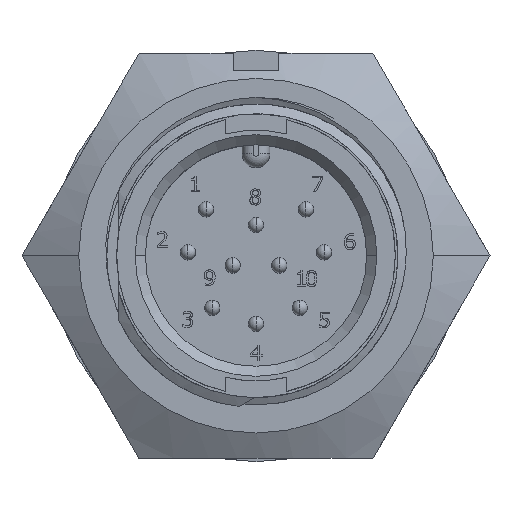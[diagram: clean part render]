
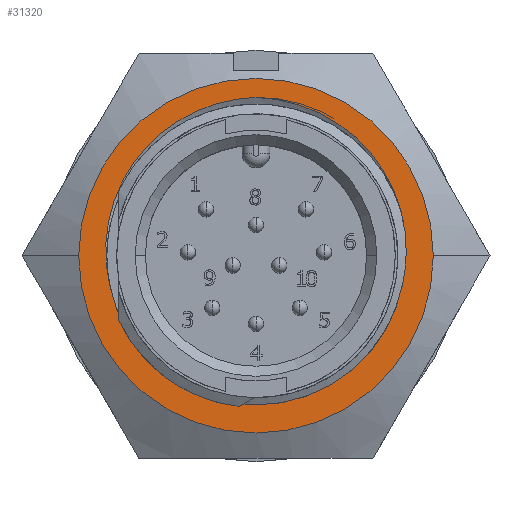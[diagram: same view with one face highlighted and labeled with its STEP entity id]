
A CAD part, top view. The second image highlights one B-rep face of the part: STEP entity #31320.
In plain terms, the highlighted planar face has unit normal (0, 0, 1).
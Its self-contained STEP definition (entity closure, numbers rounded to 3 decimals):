
#155 = FACE_OUTER_BOUND ( 'NONE', #29290, .T. ) ;
#820 = CARTESIAN_POINT ( 'NONE',  ( 2.242, 7.558, -5.324 ) ) ;
#923 = CARTESIAN_POINT ( 'NONE',  ( 7.466, -0.913, -5.324 ) ) ;
#957 = VERTEX_POINT ( 'NONE', #26550 ) ;
#994 = CIRCLE ( 'NONE', #3338, 7.48 ) ;
#1036 = CARTESIAN_POINT ( 'NONE',  ( -5.552, 5.41, -5.324 ) ) ;
#1284 = VERTEX_POINT ( 'NONE', #11076 ) ;
#1304 = DIRECTION ( 'NONE',  ( -1., 0., 0. ) ) ;
#2012 = B_SPLINE_CURVE_WITH_KNOTS ( 'NONE', 3,
 ( #10649, #27978, #13147, #30446, #15636, #820, #18125, #3299, #20607, #5770, #23095, #8259, #25580, #10753, #28084, #13252, #30549, #15742, #923, #18235 ),
 .UNSPECIFIED., .F., .F.,
 ( 4, 2, 2, 2, 2, 2, 2, 2, 2, 4 ),
 ( 0., 0.001, 0.002, 0.003, 0.005, 0.007, 0.009, 0.01, 0.012, 0.014 ),
 .UNSPECIFIED. ) ;
#3299 = CARTESIAN_POINT ( 'NONE',  ( 3.795, 6.845, -5.324 ) ) ;
#3338 = AXIS2_PLACEMENT_3D ( 'NONE', #4996, #22320, #7482 ) ;
#3506 = CARTESIAN_POINT ( 'NONE',  ( -4.27, 6.536, -5.324 ) ) ;
#3845 = EDGE_CURVE ( 'NONE', #21931, #19425, #28898, .T. ) ;
#3898 = AXIS2_PLACEMENT_3D ( 'NONE', #23953, #9126, #26458 ) ;
#4996 = CARTESIAN_POINT ( 'NONE',  ( 0., 0., -5.324 ) ) ;
#5770 = CARTESIAN_POINT ( 'NONE',  ( 5.145, 5.822, -5.324 ) ) ;
#5882 = CARTESIAN_POINT ( 'NONE',  ( -7.45, -0.91, -5.324 ) ) ;
#5989 = CARTESIAN_POINT ( 'NONE',  ( -2.787, 7.354, -5.324 ) ) ;
#7482 = DIRECTION ( 'NONE',  ( 1., 0., 0. ) ) ;
#7558 = B_SPLINE_CURVE_WITH_KNOTS ( 'NONE', 3,
 ( #18238, #20718, #5882, #23201, #8372, #25693, #10860, #28195, #13362, #30660, #15850, #1036, #18339, #3506, #20822, #5989, #23306, #8471, #25806, #10966 ),
 .UNSPECIFIED., .F., .F.,
 ( 4, 2, 2, 2, 2, 2, 2, 2, 2, 4 ),
 ( 0., 0.001, 0.002, 0.003, 0.005, 0.007, 0.009, 0.01, 0.012, 0.014 ),
 .UNSPECIFIED. ) ;
#8259 = CARTESIAN_POINT ( 'NONE',  ( 6.255, 4.516, -5.324 ) ) ;
#8372 = CARTESIAN_POINT ( 'NONE',  ( -7.534, -0.057, -5.324 ) ) ;
#8471 = CARTESIAN_POINT ( 'NONE',  ( -1.142, 7.839, -5.324 ) ) ;
#9126 = DIRECTION ( 'NONE',  ( 0., 0., -1. ) ) ;
#10065 = ORIENTED_EDGE ( 'NONE', *, *, #14077, .T. ) ;
#10649 = CARTESIAN_POINT ( 'NONE',  ( 0., 7.938, -5.324 ) ) ;
#10753 = CARTESIAN_POINT ( 'NONE',  ( 7.047, 2.994, -5.324 ) ) ;
#10860 = CARTESIAN_POINT ( 'NONE',  ( -7.475, 1.358, -5.324 ) ) ;
#10966 = CARTESIAN_POINT ( 'NONE',  ( 0., 7.938, -5.324 ) ) ;
#11076 = CARTESIAN_POINT ( 'NONE',  ( -7.334, -1.47, -5.324 ) ) ;
#13147 = CARTESIAN_POINT ( 'NONE',  ( 0.57, 7.904, -5.324 ) ) ;
#13252 = CARTESIAN_POINT ( 'NONE',  ( 7.475, 1.355, -5.324 ) ) ;
#13362 = CARTESIAN_POINT ( 'NONE',  ( -7.04, 3.009, -5.324 ) ) ;
#13771 = ORIENTED_EDGE ( 'NONE', *, *, #3845, .F. ) ;
#14077 = EDGE_CURVE ( 'NONE', #1284, #957, #7558, .T. ) ;
#15636 = CARTESIAN_POINT ( 'NONE',  ( 1.417, 7.769, -5.324 ) ) ;
#15742 = CARTESIAN_POINT ( 'NONE',  ( 7.532, -0.351, -5.324 ) ) ;
#15850 = CARTESIAN_POINT ( 'NONE',  ( -6.251, 4.521, -5.324 ) ) ;
#16120 = DIRECTION ( 'NONE',  ( 0., 0., -1. ) ) ;
#16505 = ORIENTED_EDGE ( 'NONE', *, *, #19211, .T. ) ;
#18125 = CARTESIAN_POINT ( 'NONE',  ( 2.774, 7.36, -5.324 ) ) ;
#18235 = CARTESIAN_POINT ( 'NONE',  ( 7.334, -1.47, -5.324 ) ) ;
#18238 = CARTESIAN_POINT ( 'NONE',  ( -7.334, -1.47, -5.324 ) ) ;
#18339 = CARTESIAN_POINT ( 'NONE',  ( -5.156, 5.813, -5.324 ) ) ;
#19211 = EDGE_CURVE ( 'NONE', #957, #27412, #2012, .T. ) ;
#19405 = CARTESIAN_POINT ( 'NONE',  ( -5.866, -10.16, -5.324 ) ) ;
#19425 = VERTEX_POINT ( 'NONE', #22601 ) ;
#19906 = FACE_BOUND ( 'NONE', #28537, .T. ) ;
#20124 = CARTESIAN_POINT ( 'NONE',  ( 7.334, -1.47, -5.324 ) ) ;
#20500 = AXIS2_PLACEMENT_3D ( 'NONE', #30933, #16120, #1304 ) ;
#20607 = CARTESIAN_POINT ( 'NONE',  ( 4.269, 6.536, -5.324 ) ) ;
#20718 = CARTESIAN_POINT ( 'NONE',  ( -7.4, -1.192, -5.324 ) ) ;
#20822 = CARTESIAN_POINT ( 'NONE',  ( -3.795, 6.844, -5.324 ) ) ;
#21881 = DIRECTION ( 'NONE',  ( -1., 0., 0. ) ) ;
#21931 = VERTEX_POINT ( 'NONE', #23174 ) ;
#22320 = DIRECTION ( 'NONE',  ( 0., 0., 1. ) ) ;
#22601 = CARTESIAN_POINT ( 'NONE',  ( 8.89, 0., -5.324 ) ) ;
#23095 = CARTESIAN_POINT ( 'NONE',  ( 5.55, 5.413, -5.324 ) ) ;
#23174 = CARTESIAN_POINT ( 'NONE',  ( -8.89, 0., -5.324 ) ) ;
#23201 = CARTESIAN_POINT ( 'NONE',  ( -7.517, -0.343, -5.324 ) ) ;
#23306 = CARTESIAN_POINT ( 'NONE',  ( -2.248, 7.557, -5.324 ) ) ;
#23935 = EDGE_CURVE ( 'NONE', #19425, #21931, #28313, .T. ) ;
#23953 = CARTESIAN_POINT ( 'NONE',  ( 0., 0., -5.324 ) ) ;
#24257 = DIRECTION ( 'NONE',  ( 0., 0., -1. ) ) ;
#25010 = ORIENTED_EDGE ( 'NONE', *, *, #28790, .F. ) ;
#25580 = CARTESIAN_POINT ( 'NONE',  ( 6.557, 4.028, -5.324 ) ) ;
#25693 = CARTESIAN_POINT ( 'NONE',  ( -7.536, 0.794, -5.324 ) ) ;
#25806 = CARTESIAN_POINT ( 'NONE',  ( -0.572, 7.92, -5.324 ) ) ;
#26458 = DIRECTION ( 'NONE',  ( -1., 0., 0. ) ) ;
#26550 = CARTESIAN_POINT ( 'NONE',  ( 0., 7.938, -5.324 ) ) ;
#27412 = VERTEX_POINT ( 'NONE', #20124 ) ;
#27978 = CARTESIAN_POINT ( 'NONE',  ( 0.286, 7.929, -5.324 ) ) ;
#28084 = CARTESIAN_POINT ( 'NONE',  ( 7.23, 2.457, -5.324 ) ) ;
#28195 = CARTESIAN_POINT ( 'NONE',  ( -7.225, 2.475, -5.324 ) ) ;
#28313 = CIRCLE ( 'NONE', #20500, 8.89 ) ;
#28537 = EDGE_LOOP ( 'NONE', ( #10065, #16505, #25010 ) ) ;
#28790 = EDGE_CURVE ( 'NONE', #1284, #27412, #994, .T. ) ;
#28898 = CIRCLE ( 'NONE', #3898, 8.89 ) ;
#29160 = ORIENTED_EDGE ( 'NONE', *, *, #23935, .F. ) ;
#29290 = EDGE_LOOP ( 'NONE', ( #13771, #29160 ) ) ;
#30446 = CARTESIAN_POINT ( 'NONE',  ( 1.136, 7.824, -5.324 ) ) ;
#30549 = CARTESIAN_POINT ( 'NONE',  ( 7.537, 0.781, -5.324 ) ) ;
#30660 = CARTESIAN_POINT ( 'NONE',  ( -6.555, 4.03, -5.324 ) ) ;
#30933 = CARTESIAN_POINT ( 'NONE',  ( 0., 0., -5.324 ) ) ;
#31320 = ADVANCED_FACE ( 'NONE', ( #19906, #155 ), #31724, .F. ) ;
#31332 = AXIS2_PLACEMENT_3D ( 'NONE', #19405, #24257, #21881 ) ;
#31724 = PLANE ( 'NONE',  #31332 ) ;
